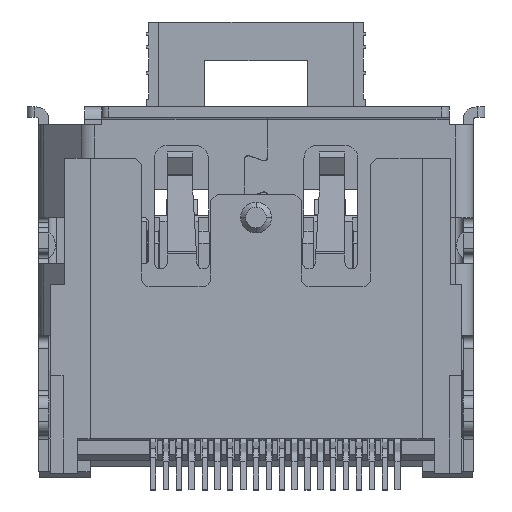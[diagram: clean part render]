
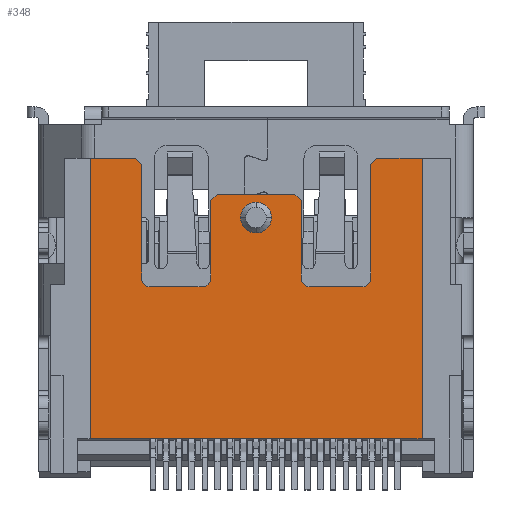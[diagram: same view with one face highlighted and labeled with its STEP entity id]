
A CAD part, front view. The second image highlights one B-rep face of the part: STEP entity #348.
In plain terms, the highlighted planar face has unit normal (0, -1, 0).
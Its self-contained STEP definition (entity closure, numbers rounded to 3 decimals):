
#348=ADVANCED_FACE('',(#1860,#1861),#1862,.T.);
#1860=FACE_OUTER_BOUND('',#4432,.T.);
#1861=FACE_BOUND('',#4433,.T.);
#1862=PLANE('',#4434);
#4432=EDGE_LOOP('',(#8450,#8451,#8452,#8453,#8454,#8455,#8456,#8457,#8458,#8459,#8460,#8461,#8462,#8463,#8464,#8465,#8466,#8467,#8468,#8469));
#4433=EDGE_LOOP('',(#8470,#8471));
#4434=AXIS2_PLACEMENT_3D('',#8472,#8473,#8474);
#8450=ORIENTED_EDGE('',*,*,#18357,.F.);
#8451=ORIENTED_EDGE('',*,*,#18358,.T.);
#8452=ORIENTED_EDGE('',*,*,#18359,.F.);
#8453=ORIENTED_EDGE('',*,*,#18360,.F.);
#8454=ORIENTED_EDGE('',*,*,#18361,.F.);
#8455=ORIENTED_EDGE('',*,*,#18362,.T.);
#8456=ORIENTED_EDGE('',*,*,#18363,.F.);
#8457=ORIENTED_EDGE('',*,*,#18356,.F.);
#8458=ORIENTED_EDGE('',*,*,#18364,.F.);
#8459=ORIENTED_EDGE('',*,*,#18365,.F.);
#8460=ORIENTED_EDGE('',*,*,#18366,.F.);
#8461=ORIENTED_EDGE('',*,*,#18367,.F.);
#8462=ORIENTED_EDGE('',*,*,#18368,.F.);
#8463=ORIENTED_EDGE('',*,*,#18369,.F.);
#8464=ORIENTED_EDGE('',*,*,#18370,.F.);
#8465=ORIENTED_EDGE('',*,*,#18371,.F.);
#8466=ORIENTED_EDGE('',*,*,#18372,.F.);
#8467=ORIENTED_EDGE('',*,*,#18373,.T.);
#8468=ORIENTED_EDGE('',*,*,#18374,.T.);
#8469=ORIENTED_EDGE('',*,*,#18375,.F.);
#8470=ORIENTED_EDGE('',*,*,#18376,.F.);
#8471=ORIENTED_EDGE('',*,*,#18377,.F.);
#8472=CARTESIAN_POINT('',(-6.45,-3.4,-13.69));
#8473=DIRECTION('',(0.0,-1.0,0.0));
#8474=DIRECTION('',(0.0,0.0,-1.0));
#18356=EDGE_CURVE('',#22662,#22660,#22664,.T.);
#18357=EDGE_CURVE('',#22665,#22666,#22667,.T.);
#18358=EDGE_CURVE('',#22665,#22668,#22669,.T.);
#18359=EDGE_CURVE('',#22670,#22668,#22671,.T.);
#18360=EDGE_CURVE('',#22672,#22670,#22673,.T.);
#18361=EDGE_CURVE('',#22674,#22672,#22675,.T.);
#18362=EDGE_CURVE('',#22674,#22676,#22677,.T.);
#18363=EDGE_CURVE('',#22660,#22676,#22678,.T.);
#18364=EDGE_CURVE('',#22679,#22662,#22680,.T.);
#18365=EDGE_CURVE('',#22681,#22679,#22682,.T.);
#18366=EDGE_CURVE('',#22683,#22681,#22684,.T.);
#18367=EDGE_CURVE('',#22685,#22683,#22686,.T.);
#18368=EDGE_CURVE('',#22687,#22685,#22688,.T.);
#18369=EDGE_CURVE('',#22689,#22687,#22690,.T.);
#18370=EDGE_CURVE('',#22691,#22689,#22692,.T.);
#18371=EDGE_CURVE('',#22693,#22691,#22694,.T.);
#18372=EDGE_CURVE('',#22695,#22693,#22696,.T.);
#18373=EDGE_CURVE('',#22695,#22697,#22698,.T.);
#18374=EDGE_CURVE('',#22697,#22699,#22700,.T.);
#18375=EDGE_CURVE('',#22666,#22699,#22701,.T.);
#18376=EDGE_CURVE('',#22702,#22703,#22704,.T.);
#18377=EDGE_CURVE('',#22703,#22702,#22705,.T.);
#22660=VERTEX_POINT('',#29149);
#22662=VERTEX_POINT('',#29152);
#22664=LINE('',#29155,#29156);
#22665=VERTEX_POINT('',#29157);
#22666=VERTEX_POINT('',#29158);
#22667=LINE('',#29159,#29160);
#22668=VERTEX_POINT('',#29161);
#22669=LINE('',#29162,#29163);
#22670=VERTEX_POINT('',#29164);
#22671=CIRCLE('',#29165,0.3);
#22672=VERTEX_POINT('',#29166);
#22673=LINE('',#29167,#29168);
#22674=VERTEX_POINT('',#29169);
#22675=CIRCLE('',#29170,0.3);
#22676=VERTEX_POINT('',#29171);
#22677=LINE('',#29172,#29173);
#22678=LINE('',#29174,#29175);
#22679=VERTEX_POINT('',#29176);
#22680=LINE('',#29177,#29178);
#22681=VERTEX_POINT('',#29179);
#22682=LINE('',#29180,#29181);
#22683=VERTEX_POINT('',#29182);
#22684=CIRCLE('',#29183,0.3);
#22685=VERTEX_POINT('',#29184);
#22686=LINE('',#29185,#29186);
#22687=VERTEX_POINT('',#29187);
#22688=CIRCLE('',#29188,0.3);
#22689=VERTEX_POINT('',#29189);
#22690=LINE('',#29190,#29191);
#22691=VERTEX_POINT('',#29192);
#22692=LINE('',#29193,#29194);
#22693=VERTEX_POINT('',#29195);
#22694=LINE('',#29196,#29197);
#22695=VERTEX_POINT('',#29198);
#22696=LINE('',#29199,#29200);
#22697=VERTEX_POINT('',#29201);
#22698=LINE('',#29202,#29203);
#22699=VERTEX_POINT('',#29204);
#22700=LINE('',#29205,#29206);
#22701=LINE('',#29207,#29208);
#22702=VERTEX_POINT('',#29209);
#22703=VERTEX_POINT('',#29210);
#22704=CIRCLE('',#29211,0.6);
#22705=CIRCLE('',#29212,0.6);
#29149=CARTESIAN_POINT('',(1.51,-3.4,-2.69));
#29152=CARTESIAN_POINT('',(-1.51,-3.4,-2.69));
#29155=CARTESIAN_POINT('',(-1.51,-3.4,-2.69));
#29156=VECTOR('',#37231,3.02);
#29157=CARTESIAN_POINT('',(4.45,-3.4,-1.54));
#29158=CARTESIAN_POINT('',(4.7,-3.4,-1.29));
#29159=CARTESIAN_POINT('',(4.45,-3.4,-1.54));
#29160=VECTOR('',#37232,0.354);
#29161=CARTESIAN_POINT('',(4.45,-3.4,-5.99));
#29162=CARTESIAN_POINT('',(4.45,-3.4,-1.54));
#29163=VECTOR('',#37233,4.45);
#29164=CARTESIAN_POINT('',(4.15,-3.4,-6.29));
#29165=AXIS2_PLACEMENT_3D('',#37234,#37235,#37236);
#29166=CARTESIAN_POINT('',(2.06,-3.4,-6.29));
#29167=CARTESIAN_POINT('',(2.06,-3.4,-6.29));
#29168=VECTOR('',#37237,2.09);
#29169=CARTESIAN_POINT('',(1.76,-3.4,-5.99));
#29170=AXIS2_PLACEMENT_3D('',#37238,#37239,#37240);
#29171=CARTESIAN_POINT('',(1.76,-3.4,-2.94));
#29172=CARTESIAN_POINT('',(1.76,-3.4,-5.99));
#29173=VECTOR('',#37241,3.05);
#29174=CARTESIAN_POINT('',(1.51,-3.4,-2.69));
#29175=VECTOR('',#37242,0.354);
#29176=CARTESIAN_POINT('',(-1.76,-3.4,-2.94));
#29177=CARTESIAN_POINT('',(-1.76,-3.4,-2.94));
#29178=VECTOR('',#37243,0.354);
#29179=CARTESIAN_POINT('',(-1.76,-3.4,-5.99));
#29180=CARTESIAN_POINT('',(-1.76,-3.4,-5.99));
#29181=VECTOR('',#37244,3.05);
#29182=CARTESIAN_POINT('',(-2.06,-3.4,-6.29));
#29183=AXIS2_PLACEMENT_3D('',#37245,#37246,#37247);
#29184=CARTESIAN_POINT('',(-4.15,-3.4,-6.29));
#29185=CARTESIAN_POINT('',(-4.15,-3.4,-6.29));
#29186=VECTOR('',#37248,2.09);
#29187=CARTESIAN_POINT('',(-4.45,-3.4,-5.99));
#29188=AXIS2_PLACEMENT_3D('',#37249,#37250,#37251);
#29189=CARTESIAN_POINT('',(-4.45,-3.4,-1.54));
#29190=CARTESIAN_POINT('',(-4.45,-3.4,-1.54));
#29191=VECTOR('',#37252,4.45);
#29192=CARTESIAN_POINT('',(-4.7,-3.4,-1.29));
#29193=CARTESIAN_POINT('',(-4.7,-3.4,-1.29));
#29194=VECTOR('',#37253,0.354);
#29195=CARTESIAN_POINT('',(-6.45,-3.4,-1.29));
#29196=CARTESIAN_POINT('',(-6.45,-3.4,-1.29));
#29197=VECTOR('',#37254,1.75);
#29198=CARTESIAN_POINT('',(-6.45,-3.4,-12.19));
#29199=CARTESIAN_POINT('',(-6.45,-3.4,-12.19));
#29200=VECTOR('',#37255,10.9);
#29201=CARTESIAN_POINT('',(6.45,-3.4,-12.19));
#29202=CARTESIAN_POINT('',(-6.45,-3.4,-12.19));
#29203=VECTOR('',#37256,12.9);
#29204=CARTESIAN_POINT('',(6.45,-3.4,-1.29));
#29205=CARTESIAN_POINT('',(6.45,-3.4,-12.19));
#29206=VECTOR('',#37257,10.9);
#29207=CARTESIAN_POINT('',(4.7,-3.4,-1.29));
#29208=VECTOR('',#37258,1.75);
#29209=CARTESIAN_POINT('',(-0.6,-3.4,-3.6));
#29210=CARTESIAN_POINT('',(0.6,-3.4,-3.6));
#29211=AXIS2_PLACEMENT_3D('',#37259,#37260,#37261);
#29212=AXIS2_PLACEMENT_3D('',#37262,#37263,#37264);
#37231=DIRECTION('',(1.0,0.0,0.0));
#37232=DIRECTION('',(0.707,0.0,0.707));
#37233=DIRECTION('',(0.0,0.0,-1.0));
#37234=CARTESIAN_POINT('',(4.15,-3.4,-5.99));
#37235=DIRECTION('',(0.0,-1.0,0.0));
#37236=DIRECTION('',(0.0,0.0,-1.0));
#37237=DIRECTION('',(1.0,0.0,0.0));
#37238=CARTESIAN_POINT('',(2.06,-3.4,-5.99));
#37239=DIRECTION('',(0.0,-1.0,0.0));
#37240=DIRECTION('',(-1.0,0.0,0.0));
#37241=DIRECTION('',(0.0,0.0,1.0));
#37242=DIRECTION('',(0.707,0.0,-0.707));
#37243=DIRECTION('',(0.707,0.0,0.707));
#37244=DIRECTION('',(0.0,0.0,1.0));
#37245=CARTESIAN_POINT('',(-2.06,-3.4,-5.99));
#37246=DIRECTION('',(0.0,-1.0,0.0));
#37247=DIRECTION('',(0.0,0.0,-1.0));
#37248=DIRECTION('',(1.0,0.0,0.0));
#37249=CARTESIAN_POINT('',(-4.15,-3.4,-5.99));
#37250=DIRECTION('',(0.0,-1.0,0.0));
#37251=DIRECTION('',(-1.0,0.0,0.0));
#37252=DIRECTION('',(0.0,0.0,-1.0));
#37253=DIRECTION('',(0.707,0.0,-0.707));
#37254=DIRECTION('',(1.0,0.0,0.0));
#37255=DIRECTION('',(0.0,0.0,1.0));
#37256=DIRECTION('',(1.0,0.0,0.0));
#37257=DIRECTION('',(0.0,0.0,1.0));
#37258=DIRECTION('',(1.0,0.0,0.0));
#37259=CARTESIAN_POINT('',(0.0,-3.4,-3.6));
#37260=DIRECTION('',(0.0,-1.0,0.0));
#37261=DIRECTION('',(-1.0,0.0,0.0));
#37262=CARTESIAN_POINT('',(0.0,-3.4,-3.6));
#37263=DIRECTION('',(0.0,-1.0,0.0));
#37264=DIRECTION('',(1.0,0.0,0.0));
